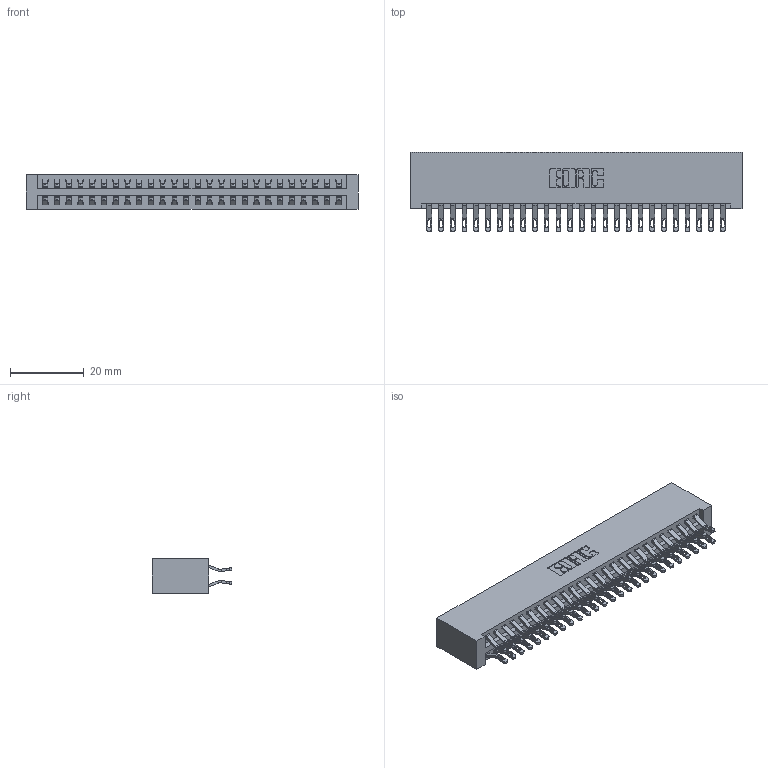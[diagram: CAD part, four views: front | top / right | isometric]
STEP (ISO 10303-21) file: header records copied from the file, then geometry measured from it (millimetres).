
FILE_DESCRIPTION (( 'STEP AP203' ), '1' );
FILE_NAME ('346-052-555-201.STEP', '2018-08-28T00:07:20', ( '' ), ( '' ), 'SwSTEP 2.0', 'SolidWorks 2016', '' );
FILE_SCHEMA (( 'CONFIG_CONTROL_DESIGN' ));
Length unit declared in the file: inch
Products named in the file (3): 346 Part_No Mounting Lugs; 345-292-001_555 Tail; 346-052-555-201
Assembly tree (53 placements, depth 2):
  346-052-555-201
    346 Part_No Mounting Lugs
    345-292-001_555 Tail  x52
Bounding box: 89.79 x 21.46 x 9.4 mm (x, y, z)
Volume: 9355.4 mm3; surface area: 13309 mm2
Topology: 53 solids, 53 shells, 3130 faces, 9821 edges, 6546 vertices
Faces by surface type: plane 1788, cylinder 1342
Entity records: 19171 total; most frequent: CARTESIAN_POINT 3214, ORIENTED_EDGE 3118, DIRECTION 2847, EDGE_CURVE 1559, VECTOR 1311, LINE 1311, VERTEX_POINT 1038, AXIS2_PLACEMENT_3D 768
